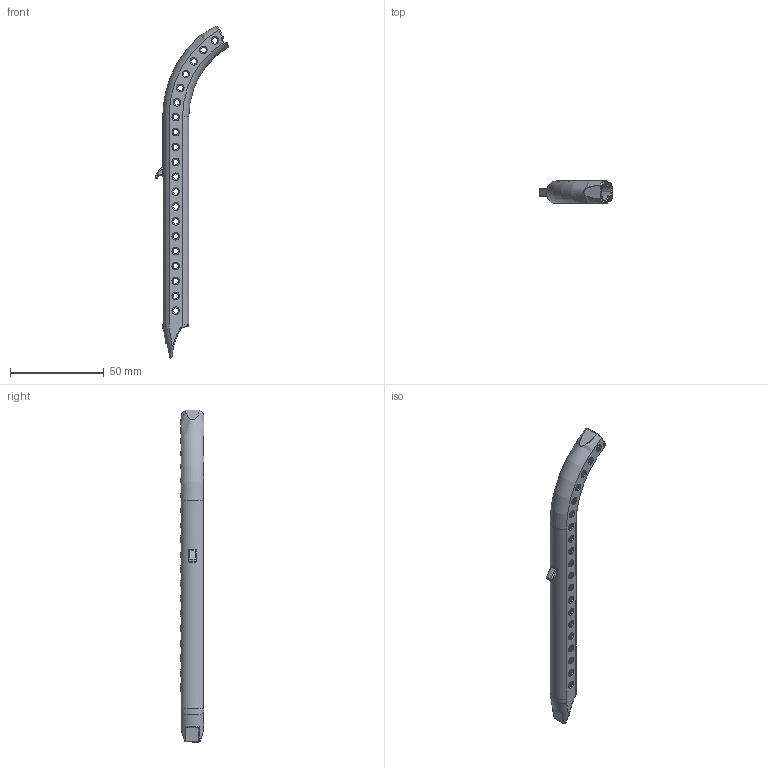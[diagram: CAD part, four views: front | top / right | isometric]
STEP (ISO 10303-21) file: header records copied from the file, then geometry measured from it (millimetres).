
FILE_DESCRIPTION(/* description */ (''),/* implementation_level */ '2;1');
FILE_NAME(/* name */ 'Ball grabber v3.step',/* time_stamp */ '2020-01-01T17:52:56-08:00',/* author */ (''),/* organization */ (''),/* preprocessor_version */ 'ST-DEVELOPER v18',/* originating_system */ 'Autodesk Translation Framework v8.12.0.6',/* authorisation */ '');
FILE_SCHEMA (('AUTOMOTIVE_DESIGN { 1 0 10303 214 3 1 1 }'));
Length unit declared in the file: millimetre
Products named in the file (1): Ball grabber
Bounding box: 39.27 x 12.39 x 177.02 mm (x, y, z)
Volume: 10841.6 mm3; surface area: 12878.1 mm2
Topology: 1 solids, 1 shells, 998 faces, 2884 edges, 1898 vertices
Faces by surface type: bspline 412, plane 410, cylinder 101, torus 57, sphere 18
Full cylindrical faces by diameter (mm): 3 x30, 9.938 x1
Entity records: 42784 total; most frequent: CARTESIAN_POINT 19257, ORIENTED_EDGE 5762, DIRECTION 3445, EDGE_CURVE 2881, VERTEX_POINT 1898, LINE 1449, VECTOR 1449, EDGE_LOOP 1091
